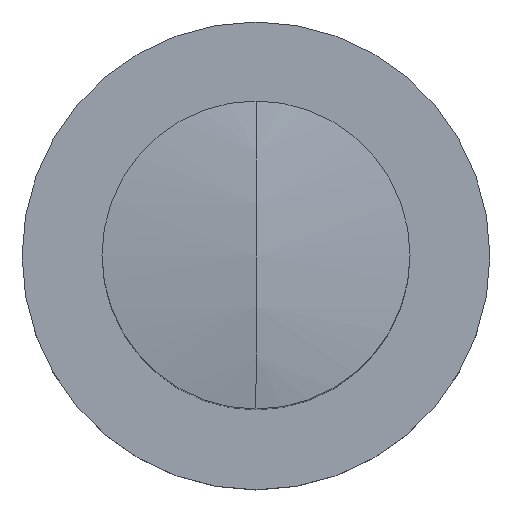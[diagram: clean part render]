
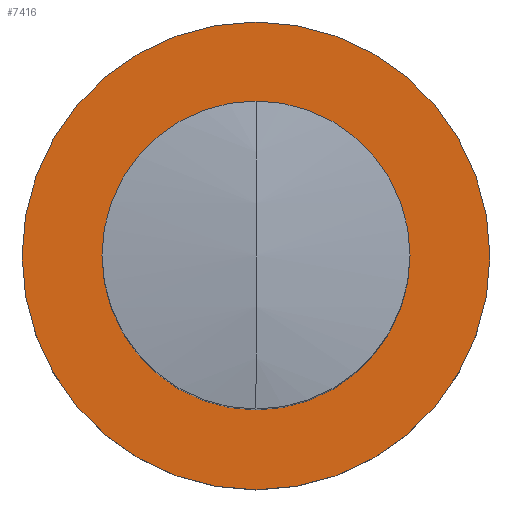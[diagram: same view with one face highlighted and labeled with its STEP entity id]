
A CAD part, top view. The second image highlights one B-rep face of the part: STEP entity #7416.
In plain terms, the highlighted planar face has unit normal (0, 0, 1).
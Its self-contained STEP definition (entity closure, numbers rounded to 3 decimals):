
#179 = EDGE_CURVE ( 'NONE', #781, #4078, #7220, .T. ) ;
#581 = CARTESIAN_POINT ( 'NONE',  ( 0., -2., 0. ) ) ;
#781 = VERTEX_POINT ( 'NONE', #7272 ) ;
#929 = DIRECTION ( 'NONE',  ( 0., 0., 1. ) ) ;
#970 = DIRECTION ( 'NONE',  ( 0., 0., 1. ) ) ;
#985 = DIRECTION ( 'NONE',  ( 0., 0., 1. ) ) ;
#1797 = CARTESIAN_POINT ( 'NONE',  ( 3., 0., 0. ) ) ;
#2142 = AXIS2_PLACEMENT_3D ( 'NONE', #4412, #970, #4997 ) ;
#2188 = VERTEX_POINT ( 'NONE', #7418 ) ;
#2353 = ORIENTED_EDGE ( 'NONE', *, *, #179, .F. ) ;
#2481 = EDGE_CURVE ( 'NONE', #2188, #3455, #7021, .T. ) ;
#2889 = FACE_BOUND ( 'NONE', #4890, .T. ) ;
#2896 = DIRECTION ( 'NONE',  ( 0., 0., -1. ) ) ;
#2908 = CIRCLE ( 'NONE', #2142, 3. ) ;
#3079 = FACE_OUTER_BOUND ( 'NONE', #7114, .T. ) ;
#3258 = AXIS2_PLACEMENT_3D ( 'NONE', #581, #2896, #6952 ) ;
#3455 = VERTEX_POINT ( 'NONE', #1797 ) ;
#4078 = VERTEX_POINT ( 'NONE', #4777 ) ;
#4124 = EDGE_CURVE ( 'NONE', #4078, #781, #4541, .T. ) ;
#4290 = CARTESIAN_POINT ( 'NONE',  ( 0., 0., 0. ) ) ;
#4330 = ORIENTED_EDGE ( 'NONE', *, *, #5928, .T. ) ;
#4388 = CARTESIAN_POINT ( 'NONE',  ( 0., 0., 0. ) ) ;
#4412 = CARTESIAN_POINT ( 'NONE',  ( 0., 0., 0. ) ) ;
#4430 = CARTESIAN_POINT ( 'NONE',  ( 0., 0., 0. ) ) ;
#4535 = ORIENTED_EDGE ( 'NONE', *, *, #4124, .F. ) ;
#4541 = CIRCLE ( 'NONE', #7151, 1.975 ) ;
#4777 = CARTESIAN_POINT ( 'NONE',  ( 1.975, 0., 0. ) ) ;
#4890 = EDGE_LOOP ( 'NONE', ( #2353, #4535 ) ) ;
#4957 = DIRECTION ( 'NONE',  ( 0., 1., 0. ) ) ;
#4997 = DIRECTION ( 'NONE',  ( -1., 0., 0. ) ) ;
#5015 = DIRECTION ( 'NONE',  ( -1., 0., 0. ) ) ;
#5508 = DIRECTION ( 'NONE',  ( 0., 0., 1. ) ) ;
#5863 = AXIS2_PLACEMENT_3D ( 'NONE', #4290, #5508, #7027 ) ;
#5928 = EDGE_CURVE ( 'NONE', #3455, #2188, #2908, .T. ) ;
#6364 = PLANE ( 'NONE',  #3258 ) ;
#6580 = ORIENTED_EDGE ( 'NONE', *, *, #2481, .T. ) ;
#6952 = DIRECTION ( 'NONE',  ( 1., 0., 0. ) ) ;
#7021 = CIRCLE ( 'NONE', #7203, 3. ) ;
#7027 = DIRECTION ( 'NONE',  ( 0., 1., 0. ) ) ;
#7114 = EDGE_LOOP ( 'NONE', ( #6580, #4330 ) ) ;
#7151 = AXIS2_PLACEMENT_3D ( 'NONE', #4388, #929, #4957 ) ;
#7203 = AXIS2_PLACEMENT_3D ( 'NONE', #4430, #985, #5015 ) ;
#7220 = CIRCLE ( 'NONE', #5863, 1.975 ) ;
#7272 = CARTESIAN_POINT ( 'NONE',  ( -1.975, 0., 0. ) ) ;
#7416 = ADVANCED_FACE ( 'NONE', ( #2889, #3079 ), #6364, .F. ) ;
#7418 = CARTESIAN_POINT ( 'NONE',  ( -3., 0., 0. ) ) ;
